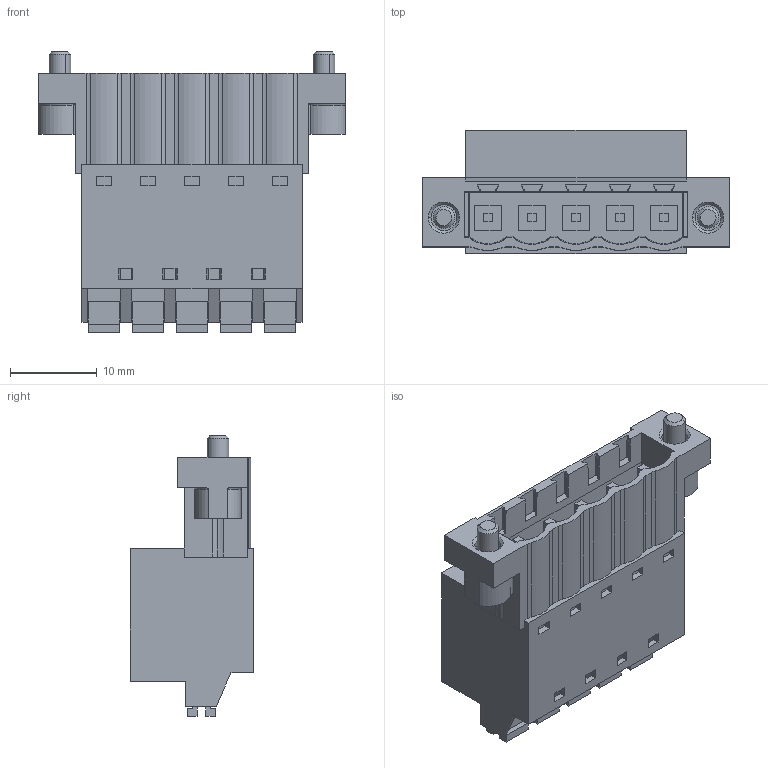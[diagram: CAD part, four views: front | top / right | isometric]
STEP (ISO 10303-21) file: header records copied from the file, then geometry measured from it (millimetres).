
FILE_DESCRIPTION(('CATIA V5 STEP Exchange','CAx-IF Rec.Pracs.--- Model Styling and Organization---1.4--- 2014-01-23'),'2;1');
FILE_NAME ('011721-2_0_1336080000_1336080000.stp','2022-05-23T12:48:53+00:00',('none'),('Weidmueller'),'CATIA Version 5-6 Release 2016 SP3 HF44','CATIA V5 STEP AP214','none');
FILE_SCHEMA(('AUTOMOTIVE_DESIGN { 1 0 10303 214 1 1 1 1 }'));
Length unit declared in the file: millimetre
Products named in the file (1): 1336080000
Bounding box: 35.4 x 14.2 x 32.4 mm (x, y, z)
Volume: 6026.4 mm3; surface area: 6085.2 mm2
Topology: 13 solids, 13 shells, 604 faces, 1590 edges, 1042 vertices
Faces by surface type: plane 493, cylinder 77, cone 20, extrusion 10, torus 4
Entity records: 17798 total; most frequent: CARTESIAN_POINT 3746, ORIENTED_EDGE 3180, DIRECTION 2310, EDGE_CURVE 1590, VECTOR 1361, LINE 1351, VERTEX_POINT 1042, EDGE_LOOP 664
